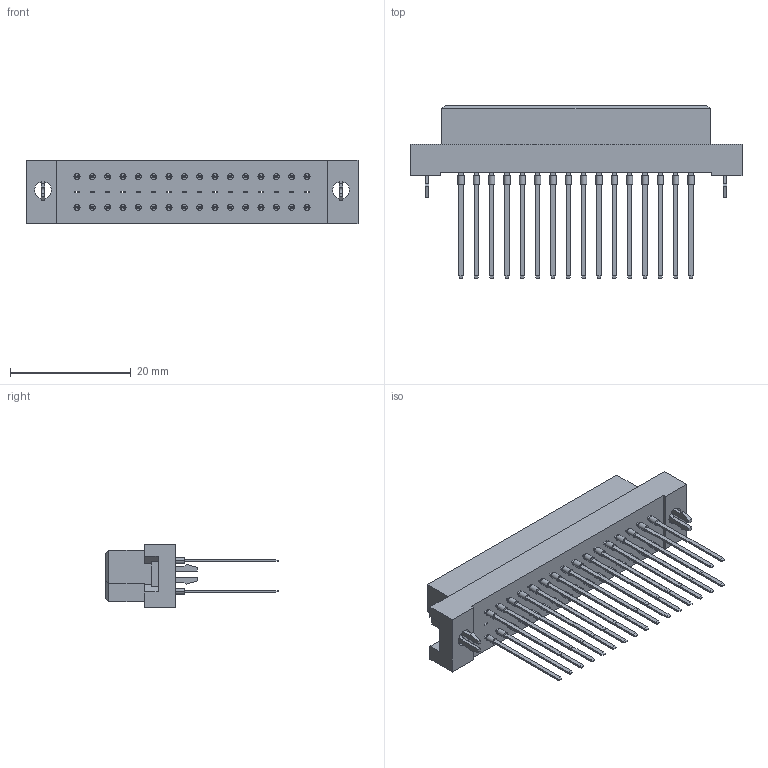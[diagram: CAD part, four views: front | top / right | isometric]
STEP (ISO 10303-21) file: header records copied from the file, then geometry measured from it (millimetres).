
FILE_DESCRIPTION (( 'STEP AP203' ), '1' );
FILE_NAME ('496-132-381-613.STEP', '2019-11-12T13:57:59', ( '' ), ( '' ), 'SwSTEP 2.0', 'SolidWorks 2020', '' );
FILE_SCHEMA (( 'CONFIG_CONTROL_DESIGN' ));
Length unit declared in the file: millimetre
Products named in the file (4): 496 Bore-lock; 496-132-381-613; 496 Part_48; 496-290_81
Assembly tree (35 placements, depth 2):
  496-132-381-613
    496 Part_48
    496-290_81  x32
    496 Bore-lock  x2
Bounding box: 55 x 28.6 x 10.6 mm (x, y, z)
Volume: 4781.9 mm3; surface area: 5785.6 mm2
Topology: 35 solids, 35 shells, 1278 faces, 2960 edges, 1864 vertices
Faces by surface type: plane 1208, cylinder 70
Entity records: 21698 total; most frequent: CARTESIAN_POINT 3562, ORIENTED_EDGE 3468, DIRECTION 3228, EDGE_CURVE 1734, LINE 1720, VECTOR 1720, VERTEX_POINT 1088, EDGE_LOOP 852
